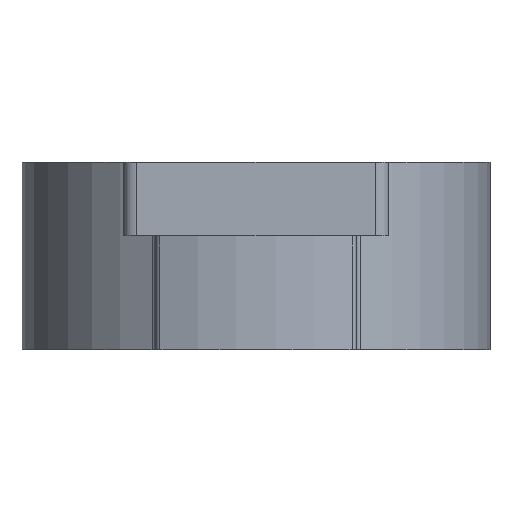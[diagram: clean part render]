
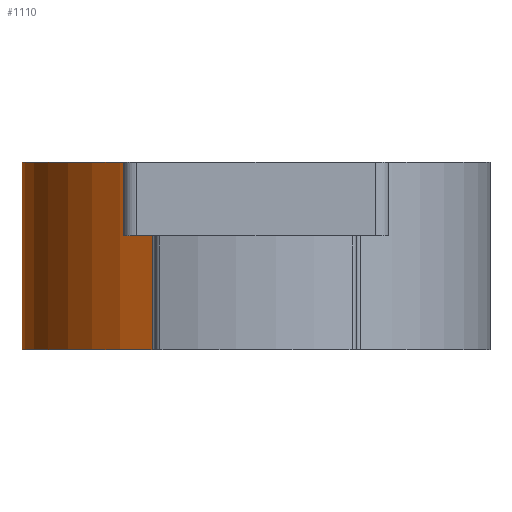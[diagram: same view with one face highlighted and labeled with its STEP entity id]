
A CAD part, front view. The second image highlights one B-rep face of the part: STEP entity #1110.
In plain terms, the highlighted cylindrical face has radius 17.5 mm (diameter 35 mm), a partial arc.
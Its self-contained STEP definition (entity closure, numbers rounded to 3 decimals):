
#57 = AXIS2_PLACEMENT_3D ( 'NONE', #657, #930, #943 ) ;
#99 = AXIS2_PLACEMENT_3D ( 'NONE', #815, #275, #806 ) ;
#151 = VERTEX_POINT ( 'NONE', #1657 ) ;
#163 = AXIS2_PLACEMENT_3D ( 'NONE', #2034, #1340, #1714 ) ;
#202 = EDGE_CURVE ( 'NONE', #1986, #728, #1337, .T. ) ;
#275 = DIRECTION ( 'NONE',  ( 0., 0., 1. ) ) ;
#314 = CARTESIAN_POINT ( 'NONE',  ( -17.5, 0., 14. ) ) ;
#325 = EDGE_CURVE ( 'NONE', #151, #728, #1194, .T. ) ;
#337 = DIRECTION ( 'NONE',  ( 0., 0., -1. ) ) ;
#338 = CARTESIAN_POINT ( 'NONE',  ( -7.778, -15.677, 14. ) ) ;
#389 = VERTEX_POINT ( 'NONE', #2154 ) ;
#607 = ORIENTED_EDGE ( 'NONE', *, *, #1892, .T. ) ;
#657 = CARTESIAN_POINT ( 'NONE',  ( 0., 0., 0. ) ) ;
#703 = VECTOR ( 'NONE', #337, 1000. ) ;
#728 = VERTEX_POINT ( 'NONE', #2241 ) ;
#806 = DIRECTION ( 'NONE',  ( 1., 0., 0. ) ) ;
#815 = CARTESIAN_POINT ( 'NONE',  ( 0., 0., 14. ) ) ;
#930 = DIRECTION ( 'NONE',  ( 0., 0., 1. ) ) ;
#943 = DIRECTION ( 'NONE',  ( 1., 0., 0. ) ) ;
#1020 = FACE_OUTER_BOUND ( 'NONE', #1598, .T. ) ;
#1038 = DIRECTION ( 'NONE',  ( 0., 0., 1. ) ) ;
#1051 = CARTESIAN_POINT ( 'NONE',  ( -17.5, 0., 14. ) ) ;
#1110 = ADVANCED_FACE ( 'NONE', ( #1020 ), #1867, .T. ) ;
#1194 = LINE ( 'NONE', #338, #1744 ) ;
#1315 = EDGE_CURVE ( 'NONE', #389, #151, #2033, .T. ) ;
#1337 = CIRCLE ( 'NONE', #99, 17.5 ) ;
#1340 = DIRECTION ( 'NONE',  ( 0., 0., -1. ) ) ;
#1382 = ORIENTED_EDGE ( 'NONE', *, *, #325, .T. ) ;
#1452 = ORIENTED_EDGE ( 'NONE', *, *, #202, .F. ) ;
#1598 = EDGE_LOOP ( 'NONE', ( #1452, #607, #2139, #1382 ) ) ;
#1657 = CARTESIAN_POINT ( 'NONE',  ( -7.778, -15.677, 0. ) ) ;
#1714 = DIRECTION ( 'NONE',  ( -1., 0., 0. ) ) ;
#1744 = VECTOR ( 'NONE', #1038, 1000. ) ;
#1749 = LINE ( 'NONE', #314, #703 ) ;
#1867 = CYLINDRICAL_SURFACE ( 'NONE', #163, 17.5 ) ;
#1892 = EDGE_CURVE ( 'NONE', #1986, #389, #1749, .T. ) ;
#1986 = VERTEX_POINT ( 'NONE', #1051 ) ;
#2033 = CIRCLE ( 'NONE', #57, 17.5 ) ;
#2034 = CARTESIAN_POINT ( 'NONE',  ( 0., 0., 14. ) ) ;
#2139 = ORIENTED_EDGE ( 'NONE', *, *, #1315, .T. ) ;
#2154 = CARTESIAN_POINT ( 'NONE',  ( -17.5, 0., 0. ) ) ;
#2241 = CARTESIAN_POINT ( 'NONE',  ( -7.778, -15.677, 14. ) ) ;
